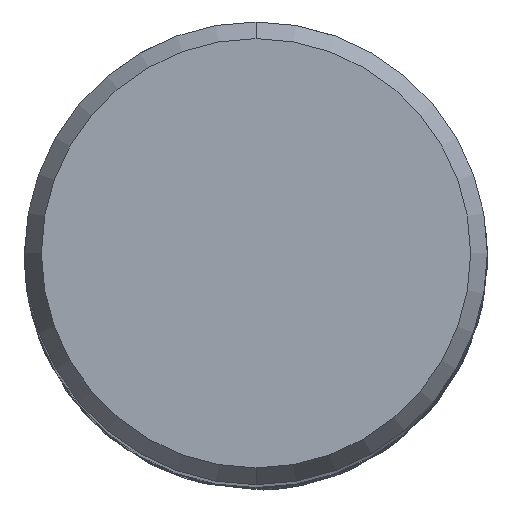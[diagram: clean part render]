
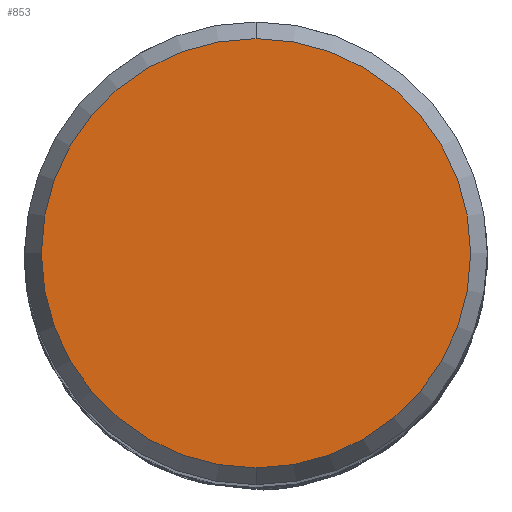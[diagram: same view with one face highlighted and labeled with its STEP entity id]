
A CAD part, top view. The second image highlights one B-rep face of the part: STEP entity #853.
In plain terms, the highlighted planar face has unit normal (0, 0, 1).
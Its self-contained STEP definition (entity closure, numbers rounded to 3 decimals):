
#819=EDGE_CURVE('',#1437,#1399,#2048,.T.);
#853=ADVANCED_FACE('',(#2090),#2091,.T.);
#1399=VERTEX_POINT('',#2687);
#1437=VERTEX_POINT('',#2726);
#1489=EDGE_CURVE('',#1399,#1437,#2779,.T.);
#2048=CIRCLE('',#5909,7.423);
#2090=FACE_OUTER_BOUND('',#6777,.T.);
#2091=PLANE('',#6778);
#2687=CARTESIAN_POINT('',(0.0,7.423,0.0));
#2726=CARTESIAN_POINT('',(0.,-7.423,0.0));
#2779=CIRCLE('',#14666,7.423);
#5909=AXIS2_PLACEMENT_3D('',#20035,#20036,#20037);
#6777=EDGE_LOOP('',(#20108,#20109));
#6778=AXIS2_PLACEMENT_3D('',#20110,#20111,#20112);
#14666=AXIS2_PLACEMENT_3D('',#20769,#20770,#20771);
#20035=CARTESIAN_POINT('',(0.0,0.0,0.0));
#20036=DIRECTION('',(0.0,0.0,-1.0));
#20037=DIRECTION('',(0.0,1.0,0.0));
#20108=ORIENTED_EDGE('',*,*,#1489,.F.);
#20109=ORIENTED_EDGE('',*,*,#819,.F.);
#20110=CARTESIAN_POINT('',(0.0,3.711,0.0));
#20111=DIRECTION('',(-0.0,0.0,1.0));
#20112=DIRECTION('',(0.0,-1.0,0.0));
#20769=CARTESIAN_POINT('',(0.0,0.0,0.0));
#20770=DIRECTION('',(0.0,0.0,-1.0));
#20771=DIRECTION('',(0.0,1.0,0.0));
